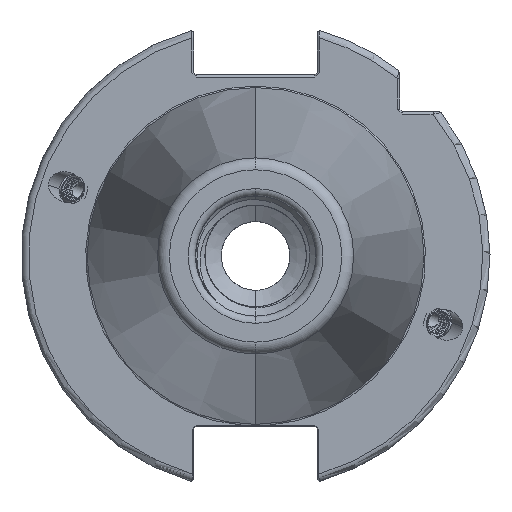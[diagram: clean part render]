
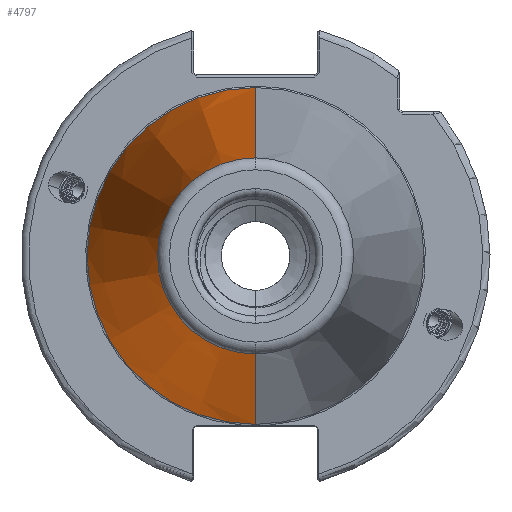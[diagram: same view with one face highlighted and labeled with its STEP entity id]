
A CAD part, left-side view. The second image highlights one B-rep face of the part: STEP entity #4797.
In plain terms, the highlighted conical face has half-angle 8.297 degrees and reference radius 35.392 mm.
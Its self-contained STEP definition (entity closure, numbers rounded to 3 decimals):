
#4797 = ADVANCED_FACE ( 'NONE', ( #21909 ), #21887, .T. ) ;
#5235 = CARTESIAN_POINT ( 'NONE',  ( 0., 0., 0. ) ) ;
#5246 = DIRECTION ( 'NONE',  ( 0., 0., -1. ) ) ;
#5268 = DIRECTION ( 'NONE',  ( 1., 0., 0. ) ) ;
#13303 = DIRECTION ( 'NONE',  ( 0.99, 0., -0.144 ) ) ;
#13335 = CARTESIAN_POINT ( 'NONE',  ( 0., 0., -35.392 ) ) ;
#15204 = CARTESIAN_POINT ( 'NONE',  ( -102.811, 0., -20.399 ) ) ;
#15291 = CARTESIAN_POINT ( 'NONE',  ( -2.5, 0., 35.027 ) ) ;
#15320 = CARTESIAN_POINT ( 'NONE',  ( -102.811, 0., 20.399 ) ) ;
#15350 = CARTESIAN_POINT ( 'NONE',  ( -2.5, 35.027, 0. ) ) ;
#15490 = CARTESIAN_POINT ( 'NONE',  ( -2.5, 0., -35.027 ) ) ;
#15833 = DIRECTION ( 'NONE',  ( 1., 0., 0. ) ) ;
#15834 = DIRECTION ( 'NONE',  ( 0., 1., 0. ) ) ;
#15859 = CARTESIAN_POINT ( 'NONE',  ( -2.5, 0., 0. ) ) ;
#16505 = ORIENTED_EDGE ( 'NONE', *, *, #30809, .T. ) ;
#16520 = ORIENTED_EDGE ( 'NONE', *, *, #31041, .F. ) ;
#16548 = ORIENTED_EDGE ( 'NONE', *, *, #30800, .T. ) ;
#16710 = DIRECTION ( 'NONE',  ( 0., 1., 0. ) ) ;
#16718 = CARTESIAN_POINT ( 'NONE',  ( -2.5, 0., 0. ) ) ;
#16726 = DIRECTION ( 'NONE',  ( 1., 0., 0. ) ) ;
#16749 = CARTESIAN_POINT ( 'NONE',  ( -102.811, 0., 0. ) ) ;
#16750 = DIRECTION ( 'NONE',  ( 0., 0., 1. ) ) ;
#16753 = DIRECTION ( 'NONE',  ( 0.99, 0., 0.144 ) ) ;
#16755 = CARTESIAN_POINT ( 'NONE',  ( 0., 0., 35.392 ) ) ;
#16760 = DIRECTION ( 'NONE',  ( 1., 0., 0. ) ) ;
#17910 = VECTOR ( 'NONE', #13303, 1000. ) ;
#17911 = CIRCLE ( 'NONE', #30235, 35.027 ) ;
#17927 = LINE ( 'NONE', #13335, #17910 ) ;
#20838 = VERTEX_POINT ( 'NONE', #15204 ) ;
#20958 = VERTEX_POINT ( 'NONE', #15320 ) ;
#21016 = VERTEX_POINT ( 'NONE', #15350 ) ;
#21040 = VERTEX_POINT ( 'NONE', #15291 ) ;
#21059 = VERTEX_POINT ( 'NONE', #15490 ) ;
#21887 = CONICAL_SURFACE ( 'NONE', #29827, 35.392, 0.145 ) ;
#21909 = FACE_OUTER_BOUND ( 'NONE', #31372, .T. ) ;
#27783 = ORIENTED_EDGE ( 'NONE', *, *, #31050, .F. ) ;
#27799 = ORIENTED_EDGE ( 'NONE', *, *, #30786, .F. ) ;
#29827 = AXIS2_PLACEMENT_3D ( 'NONE', #5235, #5268, #5246 ) ;
#30235 = AXIS2_PLACEMENT_3D ( 'NONE', #15859, #15833, #15834 ) ;
#30722 = AXIS2_PLACEMENT_3D ( 'NONE', #16749, #16760, #16750 ) ;
#30730 = AXIS2_PLACEMENT_3D ( 'NONE', #16718, #16726, #16710 ) ;
#30786 = EDGE_CURVE ( 'NONE', #21059, #21016, #32019, .T. ) ;
#30800 = EDGE_CURVE ( 'NONE', #20958, #21040, #32013, .T. ) ;
#30809 = EDGE_CURVE ( 'NONE', #20838, #20958, #32014, .T. ) ;
#31041 = EDGE_CURVE ( 'NONE', #20838, #21059, #17927, .T. ) ;
#31050 = EDGE_CURVE ( 'NONE', #21016, #21040, #17911, .T. ) ;
#31372 = EDGE_LOOP ( 'NONE', ( #16505, #16548, #27783, #27799, #16520 ) ) ;
#32013 = LINE ( 'NONE', #16755, #32035 ) ;
#32014 = CIRCLE ( 'NONE', #30722, 20.399 ) ;
#32019 = CIRCLE ( 'NONE', #30730, 35.027 ) ;
#32035 = VECTOR ( 'NONE', #16753, 1000. ) ;
